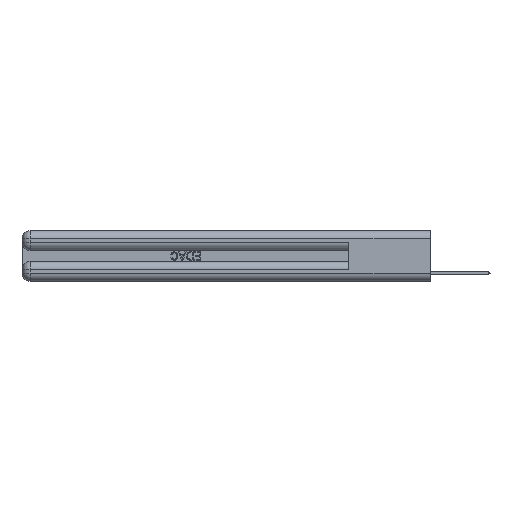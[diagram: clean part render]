
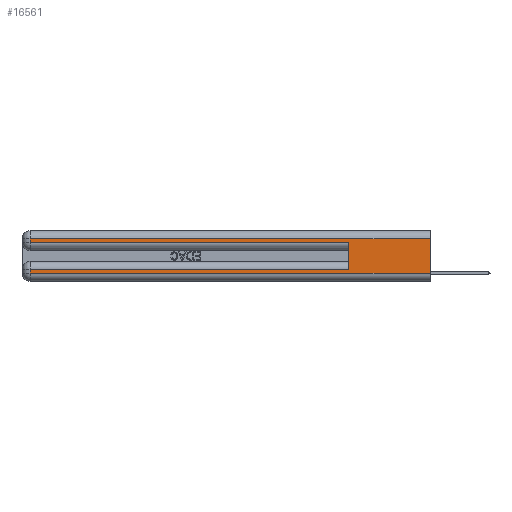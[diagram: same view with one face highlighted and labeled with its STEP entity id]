
A CAD part, left-side view. The second image highlights one B-rep face of the part: STEP entity #16561.
In plain terms, the highlighted planar face has unit normal (-1, 0, 0).
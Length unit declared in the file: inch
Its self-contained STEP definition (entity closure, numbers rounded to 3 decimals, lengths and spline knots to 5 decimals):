
#70 = EDGE_CURVE ( 'NONE', #2699, #18928, #850, .T. ) ;
#89 = CARTESIAN_POINT ( 'NONE',  ( 0., 0., 0.085 ) ) ;
#241 = DIRECTION ( 'NONE',  ( 0., 0., 1. ) ) ;
#315 = LINE ( 'NONE', #2796, #6592 ) ;
#623 = AXIS2_PLACEMENT_3D ( 'NONE', #6620, #20632, #1349 ) ;
#850 = LINE ( 'NONE', #13264, #29206 ) ;
#1025 = CARTESIAN_POINT ( 'NONE',  ( 0., 2.94, 0.31 ) ) ;
#1349 = DIRECTION ( 'NONE',  ( 0., 0., -1. ) ) ;
#1908 = CARTESIAN_POINT ( 'NONE',  ( 0., 0., 0.31 ) ) ;
#2699 = VERTEX_POINT ( 'NONE', #1025 ) ;
#2796 = CARTESIAN_POINT ( 'NONE',  ( 0., 0., 0.31 ) ) ;
#2878 = DIRECTION ( 'NONE',  ( 0., 1., 0. ) ) ;
#3763 = CARTESIAN_POINT ( 'NONE',  ( 0., 0., 0.285 ) ) ;
#4213 = CARTESIAN_POINT ( 'NONE',  ( 0., 2.94, 0.37 ) ) ;
#5198 = VERTEX_POINT ( 'NONE', #29814 ) ;
#5337 = ORIENTED_EDGE ( 'NONE', *, *, #7924, .F. ) ;
#6162 = VERTEX_POINT ( 'NONE', #15277 ) ;
#6592 = VECTOR ( 'NONE', #6990, 39.37008 ) ;
#6620 = CARTESIAN_POINT ( 'NONE',  ( 0., 0., 0.37 ) ) ;
#6990 = DIRECTION ( 'NONE',  ( 0., 1., 0. ) ) ;
#7290 = EDGE_CURVE ( 'NONE', #18928, #11738, #17619, .T. ) ;
#7749 = LINE ( 'NONE', #22208, #12590 ) ;
#7924 = EDGE_CURVE ( 'NONE', #25040, #28712, #13680, .T. ) ;
#8719 = DIRECTION ( 'NONE',  ( 0., 0., -1. ) ) ;
#8915 = ORIENTED_EDGE ( 'NONE', *, *, #11750, .T. ) ;
#9334 = VECTOR ( 'NONE', #241, 39.37008 ) ;
#9451 = CARTESIAN_POINT ( 'NONE',  ( 0., 0., 0.06 ) ) ;
#9819 = EDGE_CURVE ( 'NONE', #26392, #11738, #28698, .T. ) ;
#10912 = VECTOR ( 'NONE', #8719, 39.37008 ) ;
#11200 = CARTESIAN_POINT ( 'NONE',  ( 0., 0., 0.37 ) ) ;
#11738 = VERTEX_POINT ( 'NONE', #13694 ) ;
#11750 = EDGE_CURVE ( 'NONE', #5198, #6162, #20701, .T. ) ;
#12356 = CARTESIAN_POINT ( 'NONE',  ( 0., 0.6, 0.145 ) ) ;
#12590 = VECTOR ( 'NONE', #17387, 39.37008 ) ;
#12687 = ORIENTED_EDGE ( 'NONE', *, *, #7290, .T. ) ;
#12876 = CARTESIAN_POINT ( 'NONE',  ( 0., 2.94, 0.285 ) ) ;
#13264 = CARTESIAN_POINT ( 'NONE',  ( 0., 2.94, 0.37 ) ) ;
#13680 = LINE ( 'NONE', #11200, #16782 ) ;
#13694 = CARTESIAN_POINT ( 'NONE',  ( 0., 0.6, 0.285 ) ) ;
#14069 = EDGE_CURVE ( 'NONE', #26392, #5198, #26527, .T. ) ;
#14482 = VECTOR ( 'NONE', #2878, 39.37008 ) ;
#15277 = CARTESIAN_POINT ( 'NONE',  ( 0., 2.94, 0.06 ) ) ;
#15594 = DIRECTION ( 'NONE',  ( 0., -1., 0. ) ) ;
#15823 = ORIENTED_EDGE ( 'NONE', *, *, #70, .T. ) ;
#16483 = DIRECTION ( 'NONE',  ( 0., 0., -1. ) ) ;
#16561 = ADVANCED_FACE ( 'NONE', ( #23265 ), #22652, .F. ) ;
#16782 = VECTOR ( 'NONE', #16483, 39.37008 ) ;
#17387 = DIRECTION ( 'NONE',  ( 0., -1., 0. ) ) ;
#17619 = LINE ( 'NONE', #3763, #30653 ) ;
#17698 = ORIENTED_EDGE ( 'NONE', *, *, #17748, .T. ) ;
#17748 = EDGE_CURVE ( 'NONE', #6162, #28712, #7749, .T. ) ;
#18928 = VERTEX_POINT ( 'NONE', #12876 ) ;
#19331 = CARTESIAN_POINT ( 'NONE',  ( 0., 0.6, 0.085 ) ) ;
#19875 = EDGE_LOOP ( 'NONE', ( #5337, #24201, #15823, #12687, #28410, #28213, #8915, #17698 ) ) ;
#20632 = DIRECTION ( 'NONE',  ( 1., 0., 0. ) ) ;
#20701 = LINE ( 'NONE', #4213, #10912 ) ;
#22208 = CARTESIAN_POINT ( 'NONE',  ( 0., 0., 0.06 ) ) ;
#22652 = PLANE ( 'NONE',  #623 ) ;
#23265 = FACE_OUTER_BOUND ( 'NONE', #19875, .T. ) ;
#24001 = EDGE_CURVE ( 'NONE', #25040, #2699, #315, .T. ) ;
#24201 = ORIENTED_EDGE ( 'NONE', *, *, #24001, .T. ) ;
#25040 = VERTEX_POINT ( 'NONE', #1908 ) ;
#26392 = VERTEX_POINT ( 'NONE', #19331 ) ;
#26527 = LINE ( 'NONE', #89, #14482 ) ;
#28213 = ORIENTED_EDGE ( 'NONE', *, *, #14069, .T. ) ;
#28410 = ORIENTED_EDGE ( 'NONE', *, *, #9819, .F. ) ;
#28698 = LINE ( 'NONE', #12356, #9334 ) ;
#28712 = VERTEX_POINT ( 'NONE', #9451 ) ;
#29206 = VECTOR ( 'NONE', #30368, 39.37008 ) ;
#29814 = CARTESIAN_POINT ( 'NONE',  ( 0., 2.94, 0.085 ) ) ;
#30368 = DIRECTION ( 'NONE',  ( 0., 0., -1. ) ) ;
#30653 = VECTOR ( 'NONE', #15594, 39.37008 ) ;
